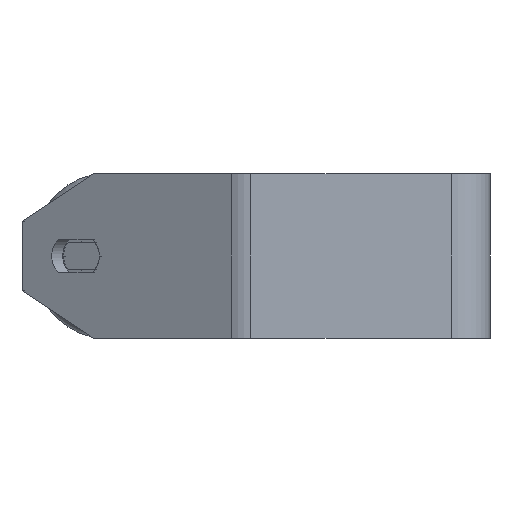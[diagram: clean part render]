
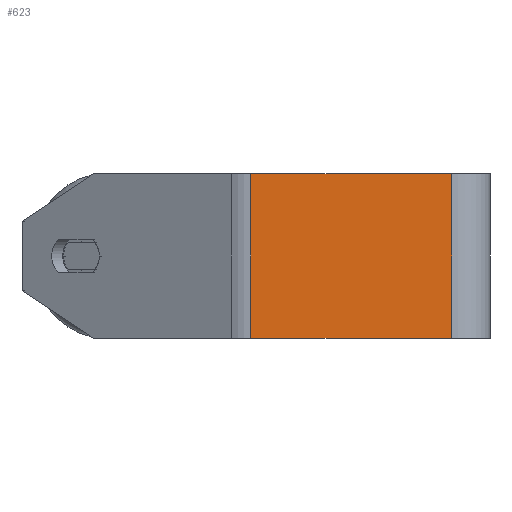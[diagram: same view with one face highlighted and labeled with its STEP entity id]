
A CAD part, left-side view. The second image highlights one B-rep face of the part: STEP entity #623.
In plain terms, the highlighted planar face has unit normal (-1, 0, 0).
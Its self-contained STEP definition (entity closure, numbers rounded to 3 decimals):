
#17 = CARTESIAN_POINT ( 'NONE',  ( -250., 14., -30. ) ) ;
#34 = VECTOR ( 'NONE', #7333, 1000. ) ;
#41 = CARTESIAN_POINT ( 'NONE',  ( -250., 90.953, 30. ) ) ;
#165 = LINE ( 'NONE', #3391, #1950 ) ;
#391 = DIRECTION ( 'NONE',  ( 1., 0., 0. ) ) ;
#509 = LINE ( 'NONE', #5178, #5095 ) ;
#623 = ADVANCED_FACE ( 'NONE', ( #1484 ), #2984, .F. ) ;
#1286 = EDGE_CURVE ( 'NONE', #8363, #6629, #509, .T. ) ;
#1297 = VECTOR ( 'NONE', #7680, 1000. ) ;
#1360 = EDGE_CURVE ( 'NONE', #8363, #5401, #4721, .T. ) ;
#1484 = FACE_OUTER_BOUND ( 'NONE', #8214, .T. ) ;
#1613 = VERTEX_POINT ( 'NONE', #17 ) ;
#1950 = VECTOR ( 'NONE', #6694, 1000. ) ;
#2381 = CARTESIAN_POINT ( 'NONE',  ( -250., 90.953, -30. ) ) ;
#2425 = DIRECTION ( 'NONE',  ( 0., 0., -1. ) ) ;
#2506 = LINE ( 'NONE', #2381, #1297 ) ;
#2707 = CARTESIAN_POINT ( 'NONE',  ( -250., 14., 30. ) ) ;
#2984 = PLANE ( 'NONE',  #3871 ) ;
#3391 = CARTESIAN_POINT ( 'NONE',  ( -250., 14., 30. ) ) ;
#3682 = ORIENTED_EDGE ( 'NONE', *, *, #1286, .T. ) ;
#3847 = EDGE_CURVE ( 'NONE', #6629, #1613, #2506, .T. ) ;
#3871 = AXIS2_PLACEMENT_3D ( 'NONE', #5503, #391, #2425 ) ;
#4040 = ORIENTED_EDGE ( 'NONE', *, *, #7780, .F. ) ;
#4721 = LINE ( 'NONE', #41, #34 ) ;
#4786 = CARTESIAN_POINT ( 'NONE',  ( -250., 87.202, 30. ) ) ;
#5095 = VECTOR ( 'NONE', #5740, 1000. ) ;
#5178 = CARTESIAN_POINT ( 'NONE',  ( -250., 87.202, 30. ) ) ;
#5401 = VERTEX_POINT ( 'NONE', #2707 ) ;
#5503 = CARTESIAN_POINT ( 'NONE',  ( -250., 90.953, 30. ) ) ;
#5740 = DIRECTION ( 'NONE',  ( 0., 0., -1. ) ) ;
#5747 = ORIENTED_EDGE ( 'NONE', *, *, #3847, .T. ) ;
#6629 = VERTEX_POINT ( 'NONE', #7236 ) ;
#6694 = DIRECTION ( 'NONE',  ( 0., 0., -1. ) ) ;
#7236 = CARTESIAN_POINT ( 'NONE',  ( -250., 87.202, -30. ) ) ;
#7333 = DIRECTION ( 'NONE',  ( 0., -1., 0. ) ) ;
#7680 = DIRECTION ( 'NONE',  ( 0., -1., 0. ) ) ;
#7780 = EDGE_CURVE ( 'NONE', #5401, #1613, #165, .T. ) ;
#8214 = EDGE_LOOP ( 'NONE', ( #5747, #4040, #8255, #3682 ) ) ;
#8255 = ORIENTED_EDGE ( 'NONE', *, *, #1360, .F. ) ;
#8363 = VERTEX_POINT ( 'NONE', #4786 ) ;
